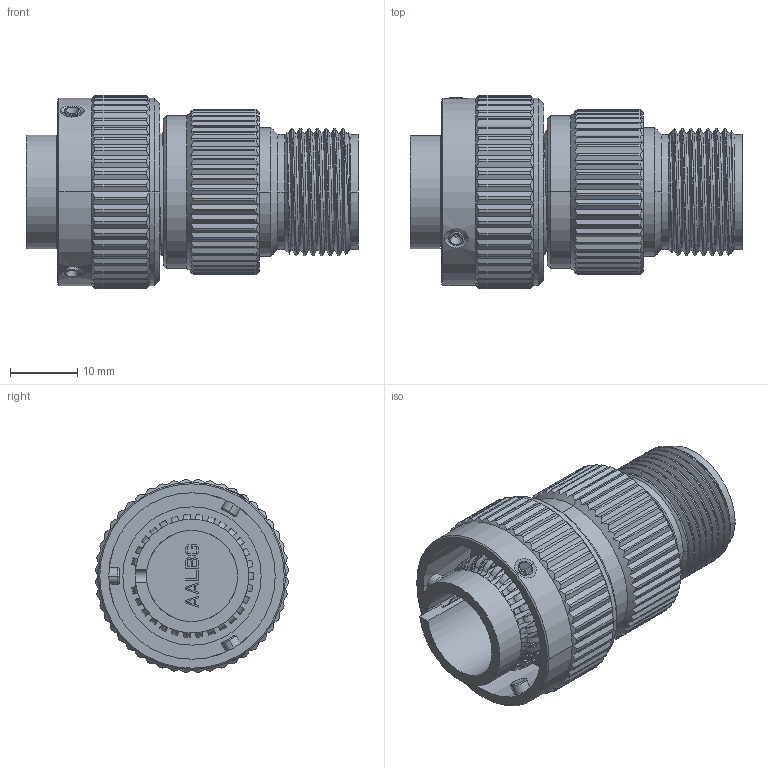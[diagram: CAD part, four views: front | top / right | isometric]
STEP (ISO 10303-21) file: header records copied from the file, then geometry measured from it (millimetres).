
FILE_DESCRIPTION((''),'2;1');
FILE_NAME('VG95234L-14_SW0001','2023-03-28T08:39:56',('paultorloting'),('NET AG system integration'),'CREO PARAMETRIC BY PTC INC, 2021404','CREO PARAMETRIC BY PTC INC, 2021404','');
FILE_SCHEMA(('AUTOMOTIVE_DESIGN { 1 0 10303 214 1 1 1 1 }'));
Products named in the file (1): VG95234L-14_SW0001
Bounding box: 49.48 x 28.84 x 28.84 mm (x, y, z)
Volume: 15689.6 mm3; surface area: 8910.6 mm2
Topology: 1 solids, 2 shells, 1112 faces, 3046 edges, 1907 vertices
Faces by surface type: plane 459, bspline 428, cylinder 161, cone 58, torus 6
Entity records: 58234 total; most frequent: CARTESIAN_POINT 30302, ORIENTED_EDGE 6080, DIRECTION 3527, EDGE_CURVE 3040, VERTEX_POINT 1907, VECTOR 1456, LINE 1456, B_SPLINE_CURVE_WITH_KNOTS 1244
